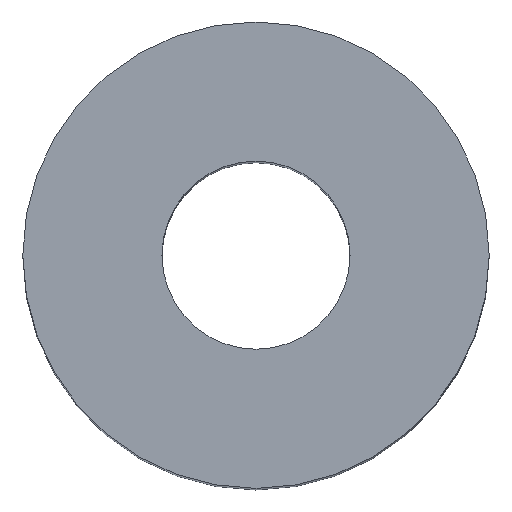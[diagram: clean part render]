
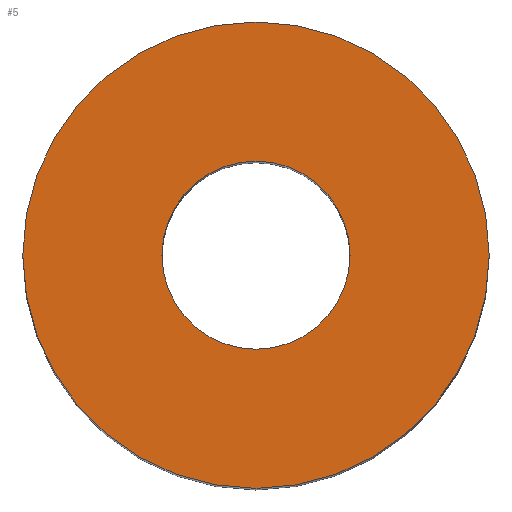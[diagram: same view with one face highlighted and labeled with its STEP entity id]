
A CAD part, top view. The second image highlights one B-rep face of the part: STEP entity #5.
In plain terms, the highlighted planar face has unit normal (0, 0, 1).
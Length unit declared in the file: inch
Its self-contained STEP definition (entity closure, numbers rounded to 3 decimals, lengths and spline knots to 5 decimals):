
#5 = ADVANCED_FACE ( 'NONE', ( #187, #195 ), #59, .T. ) ;
#14 = CARTESIAN_POINT ( 'NONE',  ( 0., 0., 0.625 ) ) ;
#17 = DIRECTION ( 'NONE',  ( 1., 0., 0. ) ) ;
#19 = DIRECTION ( 'NONE',  ( 0., 0., 1. ) ) ;
#20 = DIRECTION ( 'NONE',  ( 0., 0., 1. ) ) ;
#26 = DIRECTION ( 'NONE',  ( 1., 0., 0. ) ) ;
#27 = DIRECTION ( 'NONE',  ( 0., 0., 1. ) ) ;
#34 = DIRECTION ( 'NONE',  ( 1., 0., 0. ) ) ;
#35 = DIRECTION ( 'NONE',  ( 1., 0., 0. ) ) ;
#36 = CARTESIAN_POINT ( 'NONE',  ( 0., 0., 0.625 ) ) ;
#37 = DIRECTION ( 'NONE',  ( 0., 0., 1. ) ) ;
#38 = DIRECTION ( 'NONE',  ( 1., 0., 0. ) ) ;
#40 = DIRECTION ( 'NONE',  ( 0., 0., 1. ) ) ;
#43 = CARTESIAN_POINT ( 'NONE',  ( 0., 0., 0.625 ) ) ;
#52 = CARTESIAN_POINT ( 'NONE',  ( -0.126, 0., 0.625 ) ) ;
#53 = CARTESIAN_POINT ( 'NONE',  ( 0.126, 0., 0.625 ) ) ;
#55 = CARTESIAN_POINT ( 'NONE',  ( 0.3125, 0., 0.625 ) ) ;
#56 = CARTESIAN_POINT ( 'NONE',  ( -0.3125, 0., 0.625 ) ) ;
#57 = CARTESIAN_POINT ( 'NONE',  ( 0., 0., 0.625 ) ) ;
#59 = PLANE ( 'NONE',  #116 ) ;
#61 = CARTESIAN_POINT ( 'NONE',  ( 0., 0., 0.625 ) ) ;
#76 = VERTEX_POINT ( 'NONE', #52 ) ;
#77 = VERTEX_POINT ( 'NONE', #53 ) ;
#79 = VERTEX_POINT ( 'NONE', #55 ) ;
#80 = VERTEX_POINT ( 'NONE', #56 ) ;
#113 = EDGE_CURVE ( 'NONE', #76, #77, #203, .T. ) ;
#115 = EDGE_CURVE ( 'NONE', #77, #76, #205, .T. ) ;
#116 = AXIS2_PLACEMENT_3D ( 'NONE', #61, #19, #17 ) ;
#117 = EDGE_CURVE ( 'NONE', #79, #80, #206, .T. ) ;
#124 = AXIS2_PLACEMENT_3D ( 'NONE', #57, #40, #35 ) ;
#128 = AXIS2_PLACEMENT_3D ( 'NONE', #36, #37, #38 ) ;
#130 = AXIS2_PLACEMENT_3D ( 'NONE', #43, #27, #26 ) ;
#131 = AXIS2_PLACEMENT_3D ( 'NONE', #14, #20, #34 ) ;
#145 = EDGE_CURVE ( 'NONE', #80, #79, #214, .T. ) ;
#156 = ORIENTED_EDGE ( 'NONE', *, *, #145, .T. ) ;
#163 = ORIENTED_EDGE ( 'NONE', *, *, #113, .F. ) ;
#174 = ORIENTED_EDGE ( 'NONE', *, *, #117, .T. ) ;
#176 = ORIENTED_EDGE ( 'NONE', *, *, #115, .F. ) ;
#183 = EDGE_LOOP ( 'NONE', ( #156, #174 ) ) ;
#184 = EDGE_LOOP ( 'NONE', ( #163, #176 ) ) ;
#187 = FACE_OUTER_BOUND ( 'NONE', #183, .T. ) ;
#195 = FACE_BOUND ( 'NONE', #184, .T. ) ;
#203 = CIRCLE ( 'NONE', #131, 0.126 ) ;
#205 = CIRCLE ( 'NONE', #124, 0.126 ) ;
#206 = CIRCLE ( 'NONE', #128, 0.3125 ) ;
#214 = CIRCLE ( 'NONE', #130, 0.3125 ) ;
